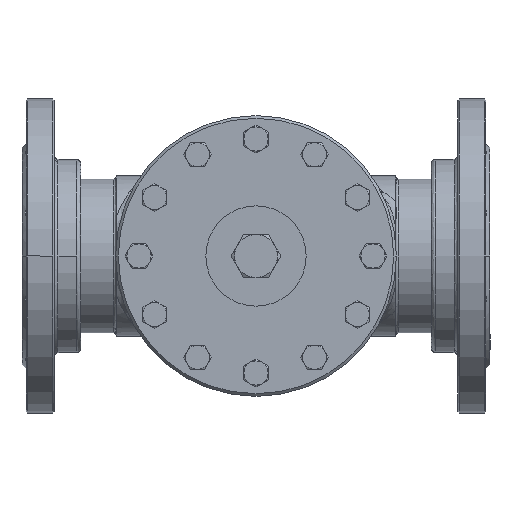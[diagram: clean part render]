
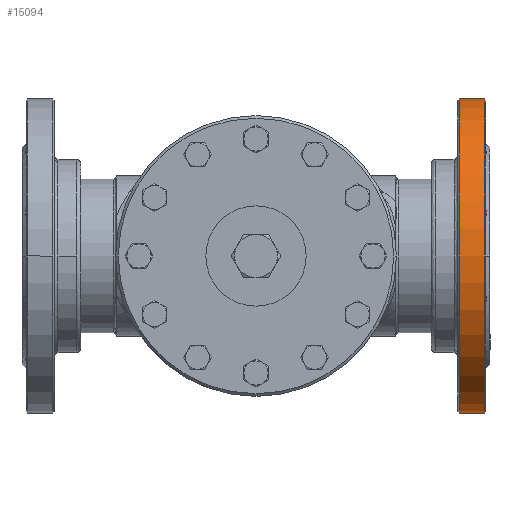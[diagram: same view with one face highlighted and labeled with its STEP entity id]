
A CAD part, front view. The second image highlights one B-rep face of the part: STEP entity #15094.
In plain terms, the highlighted cylindrical face has radius 117.5 mm (diameter 235 mm), a partial arc.
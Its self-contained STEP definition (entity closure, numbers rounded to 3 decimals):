
#386 = EDGE_CURVE ( 'NONE', #6750, #2247, #18308, .T. ) ;
#1563 = LINE ( 'NONE', #13194, #38097 ) ;
#2247 = VERTEX_POINT ( 'NONE', #19529 ) ;
#3037 = AXIS2_PLACEMENT_3D ( 'NONE', #22329, #18553, #40253 ) ;
#4194 = ORIENTED_EDGE ( 'NONE', *, *, #386, .T. ) ;
#4983 = CYLINDRICAL_SURFACE ( 'NONE', #30998, 117.5 ) ;
#6750 = VERTEX_POINT ( 'NONE', #42401 ) ;
#7126 = ORIENTED_EDGE ( 'NONE', *, *, #30916, .F. ) ;
#7232 = CARTESIAN_POINT ( 'NONE',  ( 152., 0., 0. ) ) ;
#13194 = CARTESIAN_POINT ( 'NONE',  ( 175., 0., 117.5 ) ) ;
#15094 = ADVANCED_FACE ( 'NONE', ( #28067 ), #4983, .T. ) ;
#15801 = DIRECTION ( 'NONE',  ( 0., 0., -1. ) ) ;
#18308 = CIRCLE ( 'NONE', #3037, 117.5 ) ;
#18553 = DIRECTION ( 'NONE',  ( -1., 0., 0. ) ) ;
#18768 = CARTESIAN_POINT ( 'NONE',  ( 152., 0., -117.5 ) ) ;
#19529 = CARTESIAN_POINT ( 'NONE',  ( 171., 0., 117.5 ) ) ;
#22329 = CARTESIAN_POINT ( 'NONE',  ( 171., 0., 0. ) ) ;
#22371 = EDGE_CURVE ( 'NONE', #33320, #2247, #1563, .T. ) ;
#26570 = DIRECTION ( 'NONE',  ( 1., 0., 0. ) ) ;
#28067 = FACE_OUTER_BOUND ( 'NONE', #45958, .T. ) ;
#30916 = EDGE_CURVE ( 'NONE', #33683, #33320, #38049, .T. ) ;
#30998 = AXIS2_PLACEMENT_3D ( 'NONE', #44577, #33621, #15801 ) ;
#33283 = AXIS2_PLACEMENT_3D ( 'NONE', #7232, #43271, #35460 ) ;
#33320 = VERTEX_POINT ( 'NONE', #41181 ) ;
#33621 = DIRECTION ( 'NONE',  ( 1., 0., 0. ) ) ;
#33683 = VERTEX_POINT ( 'NONE', #18768 ) ;
#34462 = LINE ( 'NONE', #41314, #43450 ) ;
#35460 = DIRECTION ( 'NONE',  ( 0., 0., -1. ) ) ;
#38049 = CIRCLE ( 'NONE', #33283, 117.5 ) ;
#38097 = VECTOR ( 'NONE', #38248, 1000. ) ;
#38248 = DIRECTION ( 'NONE',  ( 1., 0., 0. ) ) ;
#40253 = DIRECTION ( 'NONE',  ( 0., 0., -1. ) ) ;
#41181 = CARTESIAN_POINT ( 'NONE',  ( 152., 0., 117.5 ) ) ;
#41314 = CARTESIAN_POINT ( 'NONE',  ( 175., 0., -117.5 ) ) ;
#42401 = CARTESIAN_POINT ( 'NONE',  ( 171., 0., -117.5 ) ) ;
#43271 = DIRECTION ( 'NONE',  ( -1., 0., 0. ) ) ;
#43450 = VECTOR ( 'NONE', #26570, 1000. ) ;
#44225 = ORIENTED_EDGE ( 'NONE', *, *, #22371, .F. ) ;
#44577 = CARTESIAN_POINT ( 'NONE',  ( 175., 0., 0. ) ) ;
#45958 = EDGE_LOOP ( 'NONE', ( #44225, #7126, #46380, #4194 ) ) ;
#46380 = ORIENTED_EDGE ( 'NONE', *, *, #46473, .T. ) ;
#46473 = EDGE_CURVE ( 'NONE', #33683, #6750, #34462, .T. ) ;
